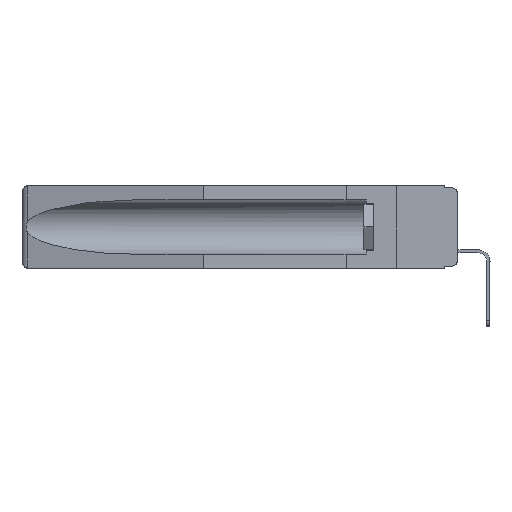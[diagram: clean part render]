
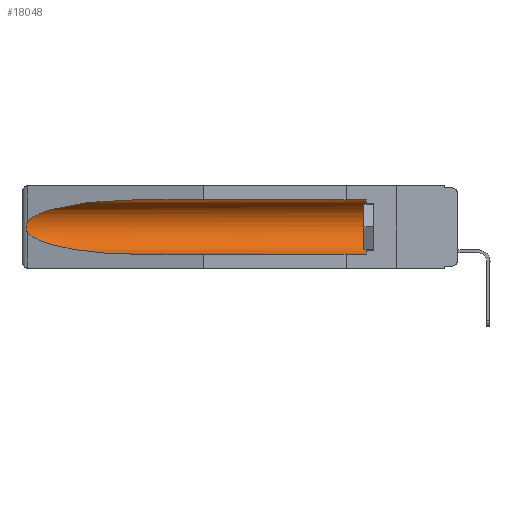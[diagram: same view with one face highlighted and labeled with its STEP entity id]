
A CAD part, left-side view. The second image highlights one B-rep face of the part: STEP entity #18048.
In plain terms, the highlighted cylindrical face has radius 2.857 mm (diameter 5.715 mm), a partial arc.
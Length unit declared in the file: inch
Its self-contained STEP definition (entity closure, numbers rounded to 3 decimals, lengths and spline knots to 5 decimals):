
#697 = DIRECTION ( 'NONE',  ( 0., -1., 0. ) ) ;
#946 = CARTESIAN_POINT ( 'NONE',  ( 0.21114, 1.30732, -0.284 ) ) ;
#1356 = EDGE_LOOP ( 'NONE', ( #20419, #4934, #10691, #18916, #4947, #6084 ) ) ;
#1844 = DIRECTION ( 'NONE',  ( 0., 1., 0. ) ) ;
#2047 = CARTESIAN_POINT ( 'NONE',  ( 0.155, 1.07973, -0.059 ) ) ;
#2125 = CARTESIAN_POINT ( 'NONE',  ( 0.25451, 1.48313, -0.09465 ) ) ;
#2589 = CARTESIAN_POINT ( 'NONE',  ( 0.155, -0.30754, -0.1715 ) ) ;
#2654 = CARTESIAN_POINT ( 'NONE',  ( 0.155, 1.07973, -0.284 ) ) ;
#3591 = CARTESIAN_POINT ( 'NONE',  ( 0.155, 1.07973, -0.059 ) ) ;
#3674 = CARTESIAN_POINT ( 'NONE',  ( 0.26537, 1.52718, -0.19328 ) ) ;
#4372 = EDGE_CURVE ( 'NONE', #16047, #11743, #18277, .T. ) ;
#4383 = CYLINDRICAL_SURFACE ( 'NONE', #9911, 0.1125 ) ;
#4658 = VECTOR ( 'NONE', #1844, 39.37008 ) ;
#4934 = ORIENTED_EDGE ( 'NONE', *, *, #8036, .T. ) ;
#4947 = ORIENTED_EDGE ( 'NONE', *, *, #6778, .T. ) ;
#5328 = VERTEX_POINT ( 'NONE', #9138 ) ;
#5460 = DIRECTION ( 'NONE',  ( 0., 0., 1. ) ) ;
#5679 = LINE ( 'NONE', #19609, #4658 ) ;
#5792 = CARTESIAN_POINT ( 'NONE',  ( 0.155, 1.07973, -0.284 ) ) ;
#6084 = ORIENTED_EDGE ( 'NONE', *, *, #10303, .T. ) ;
#6386 = DIRECTION ( 'NONE',  ( 0., 1., 0. ) ) ;
#6388 = CARTESIAN_POINT ( 'NONE',  ( 0.155, 0.126, -0.284 ) ) ;
#6635 = CARTESIAN_POINT ( 'NONE',  ( 0.26537, 1.52718, -0.14972 ) ) ;
#6703 = CARTESIAN_POINT ( 'NONE',  ( 0.26597, 1.52961, -0.15275 ) ) ;
#6778 = EDGE_CURVE ( 'NONE', #16047, #11887, #13359, .T. ) ;
#8036 = EDGE_CURVE ( 'NONE', #5328, #16772, #19278, .T. ) ;
#9087 = DIRECTION ( 'NONE',  ( 0., 0., 1. ) ) ;
#9138 = CARTESIAN_POINT ( 'NONE',  ( 0.26537, 1.52718, -0.14972 ) ) ;
#9172 = VECTOR ( 'NONE', #6386, 39.37008 ) ;
#9427 = EDGE_CURVE ( 'NONE', #13797, #5328, #17562, .T. ) ;
#9880 = CARTESIAN_POINT ( 'NONE',  ( 0.2675, 1.53308, -0.17534 ) ) ;
#9911 = AXIS2_PLACEMENT_3D ( 'NONE', #2589, #18638, #9087 ) ;
#10090 = CARTESIAN_POINT ( 'NONE',  ( 0.26597, 1.5296, -0.19026 ) ) ;
#10092 = EDGE_CURVE ( 'NONE', #16772, #11743, #19395, .T. ) ;
#10303 = EDGE_CURVE ( 'NONE', #11887, #13797, #5679, .T. ) ;
#10450 = CARTESIAN_POINT ( 'NONE',  ( 0.155, 0.126, -0.1715 ) ) ;
#10503 = CARTESIAN_POINT ( 'NONE',  ( 0.25451, 1.48313, -0.24835 ) ) ;
#10691 = ORIENTED_EDGE ( 'NONE', *, *, #10092, .T. ) ;
#11743 = VERTEX_POINT ( 'NONE', #5792 ) ;
#11887 = VERTEX_POINT ( 'NONE', #20573 ) ;
#12701 = AXIS2_PLACEMENT_3D ( 'NONE', #10450, #697, #5460 ) ;
#13314 = CARTESIAN_POINT ( 'NONE',  ( 0.2673, 1.5327, -0.16383 ) ) ;
#13359 = CIRCLE ( 'NONE', #12701, 0.1125 ) ;
#13797 = VERTEX_POINT ( 'NONE', #3591 ) ;
#14633 = CARTESIAN_POINT ( 'NONE',  ( 0.155, -0.30754, -0.284 ) ) ;
#14744 = CARTESIAN_POINT ( 'NONE',  ( 0.2673, 1.53269, -0.17917 ) ) ;
#14982 = CARTESIAN_POINT ( 'NONE',  ( 0.26537, 1.52718, -0.14972 ) ) ;
#15498 = FACE_OUTER_BOUND ( 'NONE', #1356, .T. ) ;
#15845 = CARTESIAN_POINT ( 'NONE',  ( 0.26537, 1.52718, -0.19328 ) ) ;
#16047 = VERTEX_POINT ( 'NONE', #6388 ) ;
#16772 = VERTEX_POINT ( 'NONE', #15845 ) ;
#17562 =( BOUNDED_CURVE ( )  B_SPLINE_CURVE ( 3, ( #2047, #19741, #2125, #14982 ),
 .UNSPECIFIED., .F., .F. ) 
 B_SPLINE_CURVE_WITH_KNOTS ( ( 4, 4 ),
 ( 4.71239, 6.08839 ),
 .UNSPECIFIED. ) 
 CURVE ( )  GEOMETRIC_REPRESENTATION_ITEM ( )  RATIONAL_B_SPLINE_CURVE ( ( 1., 0.848, 0.848, 1. ) ) 
 REPRESENTATION_ITEM ( '' )  );
#18048 = ADVANCED_FACE ( 'NONE', ( #15498 ), #4383, .F. ) ;
#18277 = LINE ( 'NONE', #14633, #9172 ) ;
#18627 = CARTESIAN_POINT ( 'NONE',  ( 0.26537, 1.52718, -0.19328 ) ) ;
#18638 = DIRECTION ( 'NONE',  ( 0., 1., 0. ) ) ;
#18916 = ORIENTED_EDGE ( 'NONE', *, *, #4372, .F. ) ;
#19278 = B_SPLINE_CURVE_WITH_KNOTS ( 'NONE', 3,
 ( #6635, #6703, #19580, #13314, #19649, #9880, #14744, #19714, #10090, #3674 ),
 .UNSPECIFIED., .F., .F.,
 ( 4, 2, 2, 2, 4 ),
 ( 0., 0.00029, 0.00058, 0.00087, 0.00117 ),
 .UNSPECIFIED. ) ;
#19395 =( BOUNDED_CURVE ( )  B_SPLINE_CURVE ( 3, ( #18627, #10503, #946, #2654 ),
 .UNSPECIFIED., .F., .F. ) 
 B_SPLINE_CURVE_WITH_KNOTS ( ( 4, 4 ),
 ( 0.1948, 1.5708 ),
 .UNSPECIFIED. ) 
 CURVE ( )  GEOMETRIC_REPRESENTATION_ITEM ( )  RATIONAL_B_SPLINE_CURVE ( ( 1., 0.848, 0.848, 1. ) ) 
 REPRESENTATION_ITEM ( '' )  );
#19580 = CARTESIAN_POINT ( 'NONE',  ( 0.26654, 1.53092, -0.15636 ) ) ;
#19609 = CARTESIAN_POINT ( 'NONE',  ( 0.155, -0.30754, -0.059 ) ) ;
#19649 = CARTESIAN_POINT ( 'NONE',  ( 0.2675, 1.53308, -0.16763 ) ) ;
#19714 = CARTESIAN_POINT ( 'NONE',  ( 0.26655, 1.53094, -0.18657 ) ) ;
#19741 = CARTESIAN_POINT ( 'NONE',  ( 0.21114, 1.30732, -0.059 ) ) ;
#20419 = ORIENTED_EDGE ( 'NONE', *, *, #9427, .T. ) ;
#20573 = CARTESIAN_POINT ( 'NONE',  ( 0.155, 0.126, -0.059 ) ) ;
